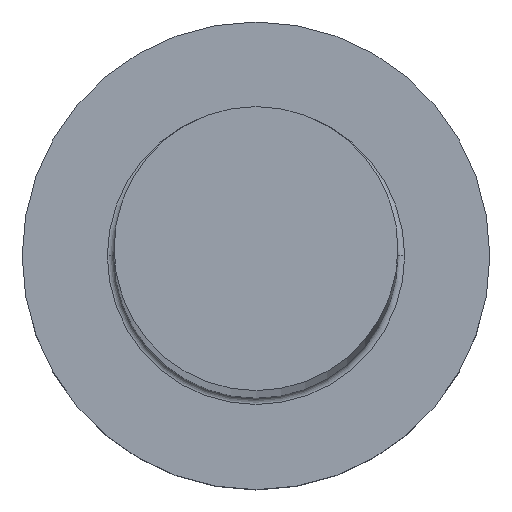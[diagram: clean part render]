
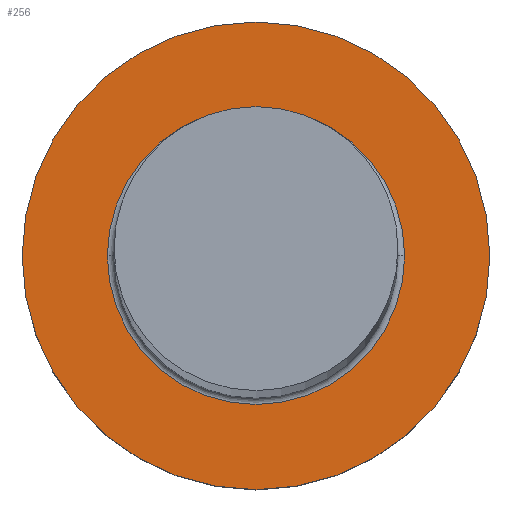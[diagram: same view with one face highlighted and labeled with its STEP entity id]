
A CAD part, top view. The second image highlights one B-rep face of the part: STEP entity #256.
In plain terms, the highlighted planar face has unit normal (0, 0, 1).
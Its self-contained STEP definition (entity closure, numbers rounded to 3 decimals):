
#29 = EDGE_LOOP ( 'NONE', ( #234, #98 ) ) ;
#31 = EDGE_CURVE ( 'NONE', #197, #223, #208, .T. ) ;
#32 = CIRCLE ( 'NONE', #51, 4.45 ) ;
#37 = VERTEX_POINT ( 'NONE', #168 ) ;
#38 = DIRECTION ( 'NONE',  ( 0., 0., 1. ) ) ;
#40 = DIRECTION ( 'NONE',  ( 0., 0., -1. ) ) ;
#42 = DIRECTION ( 'NONE',  ( 1., 0., 0. ) ) ;
#51 = AXIS2_PLACEMENT_3D ( 'NONE', #307, #40, #299 ) ;
#61 = CARTESIAN_POINT ( 'NONE',  ( 0., 0., 5. ) ) ;
#67 = CIRCLE ( 'NONE', #297, 7. ) ;
#72 = AXIS2_PLACEMENT_3D ( 'NONE', #181, #199, #42 ) ;
#75 = ORIENTED_EDGE ( 'NONE', *, *, #31, .T. ) ;
#82 = FACE_BOUND ( 'NONE', #266, .T. ) ;
#86 = FACE_OUTER_BOUND ( 'NONE', #29, .T. ) ;
#89 = CARTESIAN_POINT ( 'NONE',  ( 0., 0., 5. ) ) ;
#98 = ORIENTED_EDGE ( 'NONE', *, *, #267, .T. ) ;
#106 = DIRECTION ( 'NONE',  ( 0., 0., -1. ) ) ;
#108 = CARTESIAN_POINT ( 'NONE',  ( 0., 0., 5. ) ) ;
#151 = AXIS2_PLACEMENT_3D ( 'NONE', #108, #106, #178 ) ;
#153 = DIRECTION ( 'NONE',  ( 1., 0., 0. ) ) ;
#168 = CARTESIAN_POINT ( 'NONE',  ( -7., 0., 5. ) ) ;
#172 = CARTESIAN_POINT ( 'NONE',  ( 7., 0., 5. ) ) ;
#178 = DIRECTION ( 'NONE',  ( 1., 0., 0. ) ) ;
#181 = CARTESIAN_POINT ( 'NONE',  ( 0., 0., 5. ) ) ;
#193 = CARTESIAN_POINT ( 'NONE',  ( -4.45, 0., 5. ) ) ;
#196 = CARTESIAN_POINT ( 'NONE',  ( 4.45, 0., 5. ) ) ;
#197 = VERTEX_POINT ( 'NONE', #196 ) ;
#199 = DIRECTION ( 'NONE',  ( 0., 0., 1. ) ) ;
#208 = CIRCLE ( 'NONE', #151, 4.45 ) ;
#218 = EDGE_CURVE ( 'NONE', #223, #197, #32, .T. ) ;
#222 = PLANE ( 'NONE',  #248 ) ;
#223 = VERTEX_POINT ( 'NONE', #193 ) ;
#234 = ORIENTED_EDGE ( 'NONE', *, *, #301, .T. ) ;
#239 = VERTEX_POINT ( 'NONE', #172 ) ;
#248 = AXIS2_PLACEMENT_3D ( 'NONE', #61, #254, #153 ) ;
#254 = DIRECTION ( 'NONE',  ( 0., 0., 1. ) ) ;
#256 = ADVANCED_FACE ( 'NONE', ( #82, #86 ), #222, .T. ) ;
#266 = EDGE_LOOP ( 'NONE', ( #75, #291 ) ) ;
#267 = EDGE_CURVE ( 'NONE', #239, #37, #67, .T. ) ;
#286 = CIRCLE ( 'NONE', #72, 7. ) ;
#291 = ORIENTED_EDGE ( 'NONE', *, *, #218, .T. ) ;
#296 = DIRECTION ( 'NONE',  ( 1., 0., 0. ) ) ;
#297 = AXIS2_PLACEMENT_3D ( 'NONE', #89, #38, #296 ) ;
#299 = DIRECTION ( 'NONE',  ( 1., 0., 0. ) ) ;
#301 = EDGE_CURVE ( 'NONE', #37, #239, #286, .T. ) ;
#307 = CARTESIAN_POINT ( 'NONE',  ( 0., 0., 5. ) ) ;
